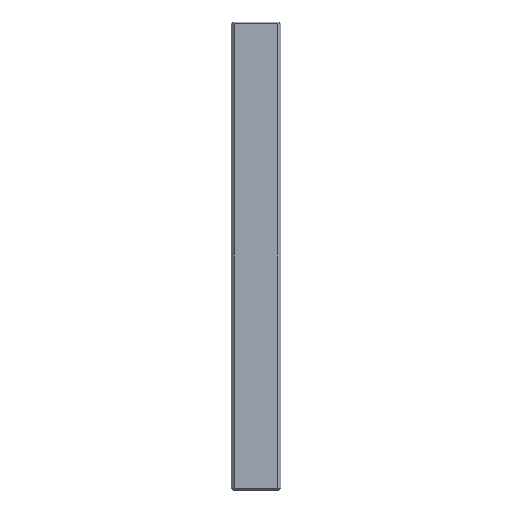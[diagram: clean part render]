
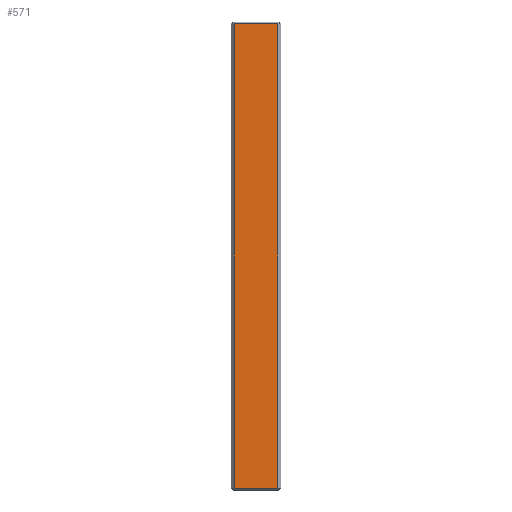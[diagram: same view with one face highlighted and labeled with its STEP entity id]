
A CAD part, front view. The second image highlights one B-rep face of the part: STEP entity #571.
In plain terms, the highlighted planar face has unit normal (0, -1, 0).
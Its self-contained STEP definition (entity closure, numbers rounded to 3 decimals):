
#17 = VERTEX_POINT ( 'NONE', #641 ) ;
#32 = VECTOR ( 'NONE', #686, 1000. ) ;
#89 = DIRECTION ( 'NONE',  ( 1., 0., 0. ) ) ;
#94 = PLANE ( 'NONE',  #164 ) ;
#107 = ORIENTED_EDGE ( 'NONE', *, *, #726, .T. ) ;
#116 = DIRECTION ( 'NONE',  ( 0., 0., 1. ) ) ;
#125 = LINE ( 'NONE', #367, #281 ) ;
#164 = AXIS2_PLACEMENT_3D ( 'NONE', #198, #719, #89 ) ;
#180 = VERTEX_POINT ( 'NONE', #208 ) ;
#181 = DIRECTION ( 'NONE',  ( 0., 0., 1. ) ) ;
#198 = CARTESIAN_POINT ( 'NONE',  ( 14.243, -0.707, -3. ) ) ;
#208 = CARTESIAN_POINT ( 'NONE',  ( 14.243, -0.707, 146.6 ) ) ;
#244 = ORIENTED_EDGE ( 'NONE', *, *, #662, .T. ) ;
#259 = FACE_OUTER_BOUND ( 'NONE', #715, .T. ) ;
#281 = VECTOR ( 'NONE', #181, 1000. ) ;
#367 = CARTESIAN_POINT ( 'NONE',  ( 3.757, -0.707, 13.5 ) ) ;
#389 = VECTOR ( 'NONE', #620, 1000. ) ;
#397 = LINE ( 'NONE', #630, #622 ) ;
#402 = CARTESIAN_POINT ( 'NONE',  ( 11.621, -0.707, 146.6 ) ) ;
#422 = EDGE_CURVE ( 'NONE', #603, #17, #125, .T. ) ;
#452 = LINE ( 'NONE', #402, #389 ) ;
#457 = ORIENTED_EDGE ( 'NONE', *, *, #422, .F. ) ;
#508 = LINE ( 'NONE', #683, #32 ) ;
#567 = ORIENTED_EDGE ( 'NONE', *, *, #608, .F. ) ;
#571 = ADVANCED_FACE ( 'NONE', ( #259 ), #94, .F. ) ;
#603 = VERTEX_POINT ( 'NONE', #744 ) ;
#608 = EDGE_CURVE ( 'NONE', #17, #180, #452, .T. ) ;
#620 = DIRECTION ( 'NONE',  ( 1., 0., 0. ) ) ;
#622 = VECTOR ( 'NONE', #116, 1000. ) ;
#630 = CARTESIAN_POINT ( 'NONE',  ( 14.243, -0.707, 13.5 ) ) ;
#641 = CARTESIAN_POINT ( 'NONE',  ( 3.757, -0.707, 146.6 ) ) ;
#662 = EDGE_CURVE ( 'NONE', #603, #664, #508, .T. ) ;
#664 = VERTEX_POINT ( 'NONE', #679 ) ;
#679 = CARTESIAN_POINT ( 'NONE',  ( 14.243, -0.707, 35.4 ) ) ;
#683 = CARTESIAN_POINT ( 'NONE',  ( 14.243, -0.707, 35.4 ) ) ;
#686 = DIRECTION ( 'NONE',  ( 1., 0., 0. ) ) ;
#715 = EDGE_LOOP ( 'NONE', ( #457, #244, #107, #567 ) ) ;
#719 = DIRECTION ( 'NONE',  ( 0., 1., 0. ) ) ;
#726 = EDGE_CURVE ( 'NONE', #664, #180, #397, .T. ) ;
#744 = CARTESIAN_POINT ( 'NONE',  ( 3.757, -0.707, 35.4 ) ) ;
